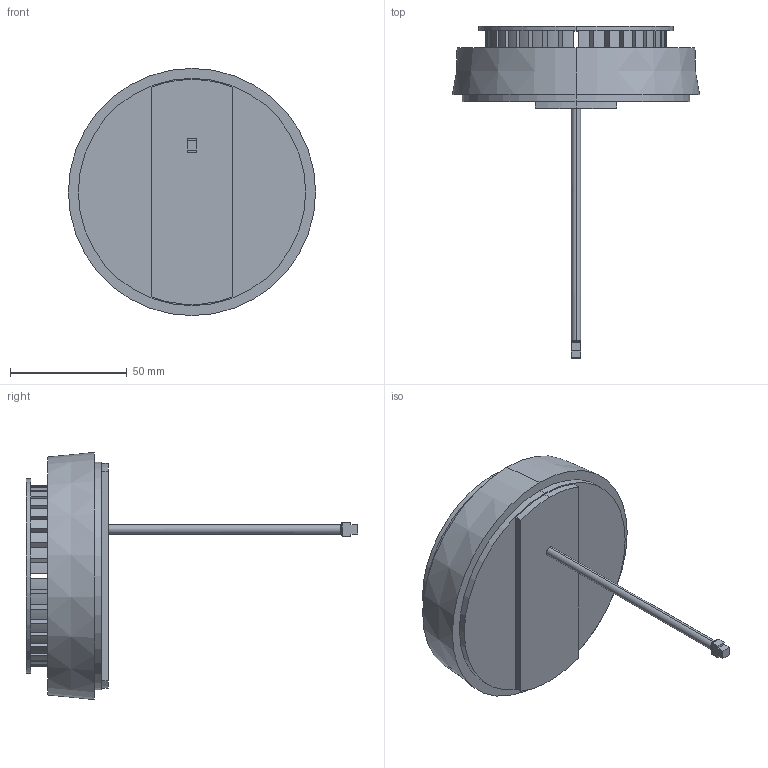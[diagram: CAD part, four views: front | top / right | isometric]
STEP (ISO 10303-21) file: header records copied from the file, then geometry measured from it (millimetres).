
FILE_DESCRIPTION (( 'STEP AP203' ), '1' );
FILE_NAME ('SS-1.STEP', '2023-08-10T11:08:26', ( '' ), ( '' ), 'SwSTEP 2.0', 'SolidWorks 2022', '' );
FILE_SCHEMA (( 'CONFIG_CONTROL_DESIGN' ));
Length unit declared in the file: millimetre
Products named in the file (1): SS-1
Bounding box: 106 x 142.3 x 106 mm (x, y, z)
Volume: 231650.3 mm3; surface area: 49041.4 mm2
Topology: 1 solids, 1 shells, 161 faces, 444 edges, 290 vertices
Faces by surface type: plane 93, cylinder 51, bspline 12, torus 3, cone 2
Entity records: 6188 total; most frequent: CARTESIAN_POINT 1892, ORIENTED_EDGE 888, DIRECTION 805, EDGE_CURVE 444, VECTOR 303, LINE 303, VERTEX_POINT 290, AXIS2_PLACEMENT_3D 251
